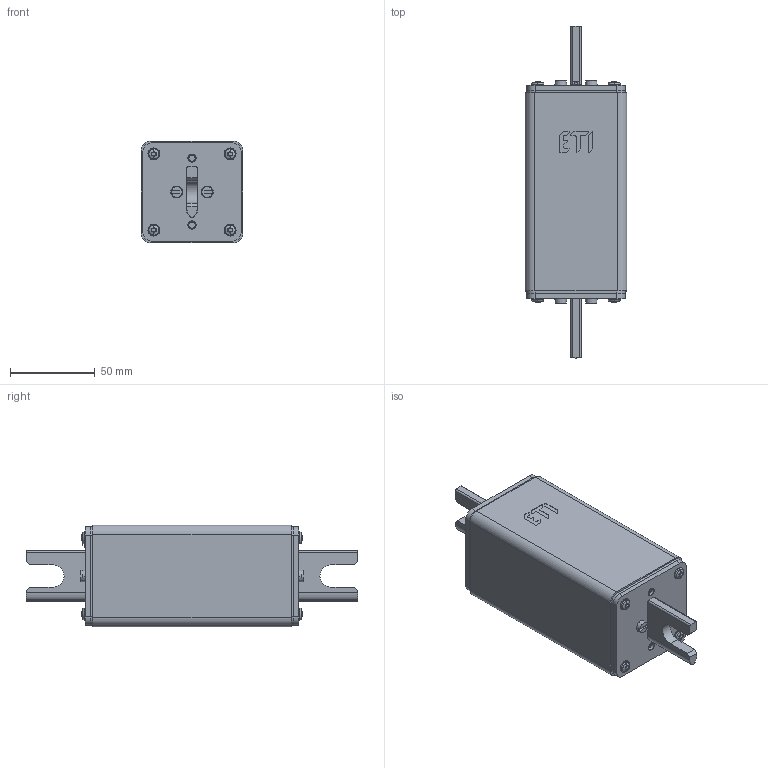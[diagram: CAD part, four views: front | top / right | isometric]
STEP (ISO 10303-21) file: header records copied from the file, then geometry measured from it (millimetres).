
FILE_DESCRIPTION((''),'2;1');
FILE_NAME('2XLU_1500V_ASM','2021-09-27T',('marketing.praksa'),('Audax d.o.o.'),'CREO PARAMETRIC BY PTC INC, 2017480','CREO PARAMETRIC BY PTC INC, 2017480','');
FILE_SCHEMA(('AUTOMOTIVE_DESIGN { 1 0 10303 214 1 1 1 1 }'));
Length unit declared in the file: millimetre
Products named in the file (12): 0000066908_1; 0000050969_1_1_2; 0000017639_AF5_1; 0000043841_AF0_2; 0000043843_ASM_1_ASM; 0000064246_1_1_2_3; 0000011586_1_1_2_3_4_5_6_7_8_10; 0000011580_1_1_2_3_4_5_6_7_8_22; 0000011599_1_1_2_3_4_5_6_7_8_20; 0000037876_1_1_2_3_4_5_6_7_8_17; 0000043213_1_1_2_3_4_5_6_7_8_10; 2XLU_1500V_ASM
Assembly tree (26 placements, depth 3):
  2XLU_1500V_ASM
    0000066908_1
    0000050969_1_1_2  x2
    0000043843_ASM_1_ASM  x2
      0000017639_AF5_1
      0000043841_AF0_2
    0000064246_1_1_2_3  x2
    0000011586_1_1_2_3_4_5_6_7_8_10
    0000011580_1_1_2_3_4_5_6_7_8_22
    0000011599_1_1_2_3_4_5_6_7_8_20  x3
    0000037876_1_1_2_3_4_5_6_7_8_17  x4
    0000043213_1_1_2_3_4_5_6_7_8_10  x8
Bounding box: 60 x 196 x 60 mm (x, y, z)
Volume: 462074.1 mm3; surface area: 80519 mm2
Topology: 26 solids, 42 shells, 1124 faces, 3064 edges, 2001 vertices
Faces by surface type: cylinder 561, plane 262, bspline 123, cone 82, torus 64, sphere 16, extrusion 16
Entity records: 25480 total; most frequent: CARTESIAN_POINT 7197, DIRECTION 2574, ORIENTED_EDGE 2346, EDGE_CURVE 1195, AXIS2_PLACEMENT_3D 1000, PRESENTATION_STYLE_ASSIGNMENT 839, STYLED_ITEM 788, VERTEX_POINT 779
